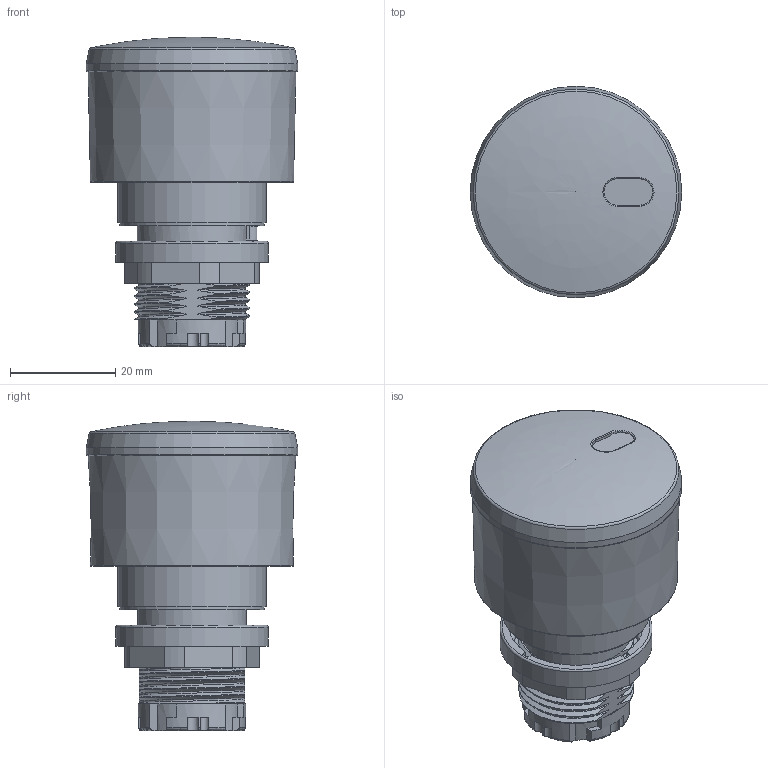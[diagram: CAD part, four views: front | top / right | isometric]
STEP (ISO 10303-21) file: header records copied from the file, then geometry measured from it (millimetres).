
FILE_DESCRIPTION(/* description */ (''),/* implementation_level */ '2;1');
FILE_NAME(/* name */ 'DXRVS4OSS_ipt.stp',/* time_stamp */ '2019-09-09T07:43:48+02:00',/* author */ ('thagel'),/* organization */ (''),/* preprocessor_version */ 'ST-DEVELOPER v17.2',/* originating_system */ 'Autodesk Inventor 2019',/* authorisation */ '');
FILE_SCHEMA (('AUTOMOTIVE_DESIGN { 1 0 10303 214 3 1 1 }'));
Length unit declared in the file: millimetre
Products named in the file (1): DXRVS4OSS vereinfacht A03.1517.4
Bounding box: 40.2 x 40.2 x 58.75 mm (x, y, z)
Volume: 46255.6 mm3; surface area: 12944.3 mm2
Topology: 1 solids, 2 shells, 226 faces, 672 edges, 444 vertices
Faces by surface type: plane 81, bspline 67, cylinder 61, torus 15, cone 2
Full cylindrical faces by diameter (mm): 18.231 x1, 18.6 x1, 20.376 x1, 20.75 x1, 22 x4, 25.5 x1, 27.4 x1, 28.2 x1, 28.5 x1, 29 x1, 40.2 x1
Entity records: 13960 total; most frequent: CARTESIAN_POINT 8427, ORIENTED_EDGE 1340, DIRECTION 883, EDGE_CURVE 670, VERTEX_POINT 444, AXIS2_PLACEMENT_3D 330, B_SPLINE_CURVE_WITH_KNOTS 277, EDGE_LOOP 238
